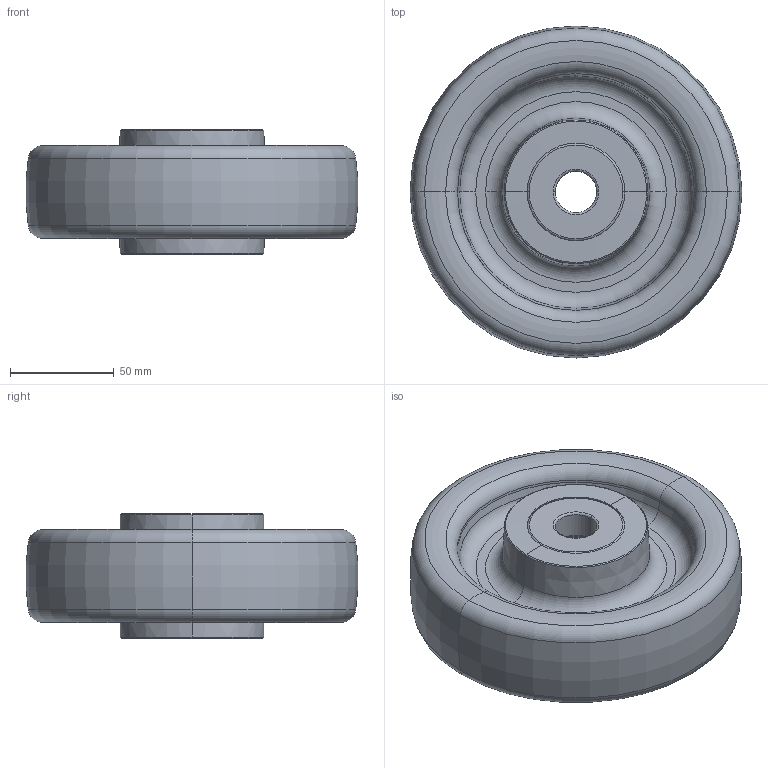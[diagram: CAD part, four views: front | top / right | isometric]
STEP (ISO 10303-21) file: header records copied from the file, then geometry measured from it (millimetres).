
FILE_DESCRIPTION (( 'STEP AP214' ), '1' );
FILE_NAME ('0014384_EPUK-160-45-60-G20.STEP', '2017-04-12T09:57:18', ( '' ), ( '' ), 'SwSTEP 2.0', 'SolidWorks 2016', '' );
FILE_SCHEMA (( 'AUTOMOTIVE_DESIGN' ));
Length unit declared in the file: millimetre
Products named in the file (1): 0014384_EPUK-160-45-60-G20
Bounding box: 159.73 x 159.73 x 60 mm (x, y, z)
Surface area: 85572.9 mm2 (no closed solid volume)
Topology: 0 solids, 6 shells, 70 faces, 152 edges, 88 vertices
Faces by surface type: torus 42, cone 16, plane 6, cylinder 6
Entity records: 2724 total; most frequent: DIRECTION 424, CARTESIAN_POINT 311, ORIENTED_EDGE 280, AXIS2_PLACEMENT_3D 201, EDGE_CURVE 152, CIRCLE 130, VERTEX_POINT 88, EDGE_LOOP 76
